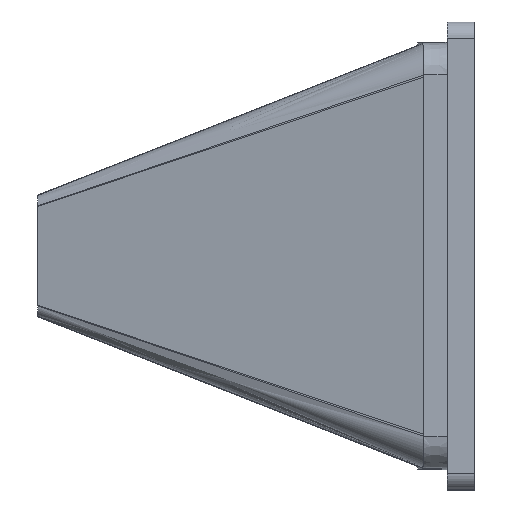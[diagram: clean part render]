
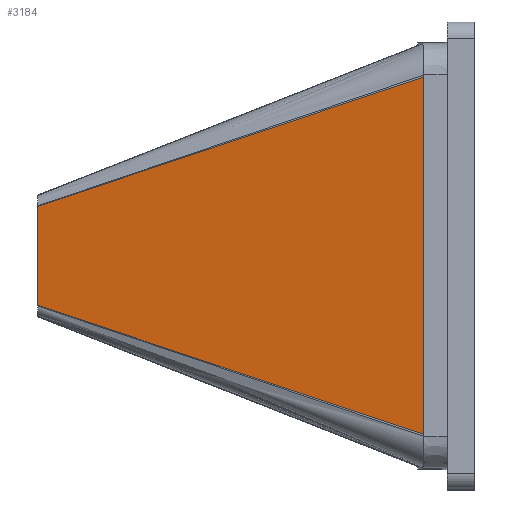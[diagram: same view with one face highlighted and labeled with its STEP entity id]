
A CAD part, top view. The second image highlights one B-rep face of the part: STEP entity #3184.
In plain terms, the highlighted free-form (B-spline) face has degree [1, 1] with [2, 2] control points.
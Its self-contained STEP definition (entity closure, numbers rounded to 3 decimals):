
#1598 = VERTEX_POINT('',#1599);
#1599 = CARTESIAN_POINT('',(-56.531,11.078,
    3.425));
#1604 = EDGE_CURVE('',#1598,#1605,#1607,.T.);
#1605 = VERTEX_POINT('',#1606);
#1606 = CARTESIAN_POINT('',(-56.531,-11.077,3.425
    ));
#1607 = B_SPLINE_CURVE_WITH_KNOTS('',1,(#1608,#1609),.UNSPECIFIED.,.F.,
  .F.,(2,2),(0.,1.),.PIECEWISE_BEZIER_KNOTS.);
#1608 = CARTESIAN_POINT('',(-56.531,11.078,
    3.425));
#1609 = CARTESIAN_POINT('',(-56.531,-11.077,3.425
    ));
#3162 = VERTEX_POINT('',#3163);
#3163 = CARTESIAN_POINT('',(-80.5,-3.063,-0.37));
#3170 = EDGE_CURVE('',#3162,#1605,#3171,.T.);
#3171 = B_SPLINE_CURVE_WITH_KNOTS('',1,(#3172,#3173),.UNSPECIFIED.,.F.,
  .F.,(2,2),(0.,1.),.PIECEWISE_BEZIER_KNOTS.);
#3172 = CARTESIAN_POINT('',(-80.5,-3.063,-0.37));
#3173 = CARTESIAN_POINT('',(-56.5,-11.087,3.43));
#3184 = ADVANCED_FACE('',(#3185),#3202,.F.);
#3185 = FACE_BOUND('',#3186,.F.);
#3186 = EDGE_LOOP('',(#3187,#3188,#3196,#3201));
#3187 = ORIENTED_EDGE('',*,*,#3170,.F.);
#3188 = ORIENTED_EDGE('',*,*,#3189,.T.);
#3189 = EDGE_CURVE('',#3162,#3190,#3192,.T.);
#3190 = VERTEX_POINT('',#3191);
#3191 = CARTESIAN_POINT('',(-80.5,3.063,-0.37));
#3192 = LINE('',#3193,#3194);
#3193 = CARTESIAN_POINT('',(-80.5,-3.063,-0.37));
#3194 = VECTOR('',#3195,1.);
#3195 = DIRECTION('',(0.,1.,-0.));
#3196 = ORIENTED_EDGE('',*,*,#3197,.T.);
#3197 = EDGE_CURVE('',#3190,#1598,#3198,.T.);
#3198 = B_SPLINE_CURVE_WITH_KNOTS('',1,(#3199,#3200),.UNSPECIFIED.,.F.,
  .F.,(2,2),(0.,1.),.PIECEWISE_BEZIER_KNOTS.);
#3199 = CARTESIAN_POINT('',(-80.5,3.063,-0.37));
#3200 = CARTESIAN_POINT('',(-56.5,11.088,3.43));
#3201 = ORIENTED_EDGE('',*,*,#1604,.T.);
#3202 = B_SPLINE_SURFACE_WITH_KNOTS('',1,1,(
    (#3203,#3204)
    ,(#3205,#3206
    )),.UNSPECIFIED.,.F.,.F.,.F.,(2,2),(2,2),(0.126,
    22.301),(0.,1.),.PIECEWISE_BEZIER_KNOTS.);
#3203 = CARTESIAN_POINT('',(-80.5,-3.063,-0.37));
#3204 = CARTESIAN_POINT('',(-56.5,-11.087,3.43));
#3205 = CARTESIAN_POINT('',(-80.5,3.063,-0.37));
#3206 = CARTESIAN_POINT('',(-56.5,11.088,3.43));
